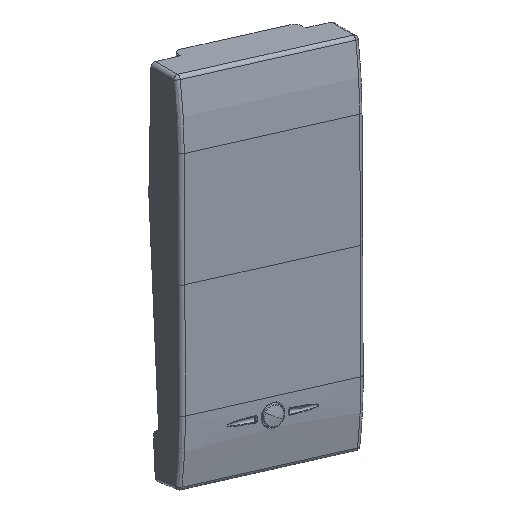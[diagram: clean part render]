
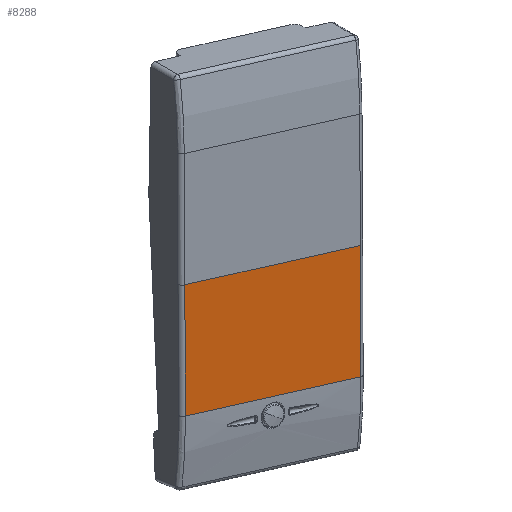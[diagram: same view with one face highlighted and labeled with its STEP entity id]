
A CAD part, top view. The second image highlights one B-rep face of the part: STEP entity #8288.
In plain terms, the highlighted face is planar.
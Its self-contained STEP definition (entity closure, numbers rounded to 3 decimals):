
#5519=CARTESIAN_POINT('Vertex',(13.969,10.53,8.875)) ;
#5560=CARTESIAN_POINT('Vertex',(0.,10.53,8.875)) ;
#5563=CARTESIAN_POINT('Line Origine',(0.033,10.53,8.875)) ;
#8036=CARTESIAN_POINT('Line Origine',(13.969,0.,8.875)) ;
#8040=CARTESIAN_POINT('Vertex',(13.969,-10.53,8.875)) ;
#8246=CARTESIAN_POINT('Axis2P3D Location',(-13.969,0.,8.875)) ;
#8262=CARTESIAN_POINT('Vertex',(0.,-10.53,8.875)) ;
#8265=CARTESIAN_POINT('Line Origine',(0.,0.,8.875)) ;
#8277=CARTESIAN_POINT('Line Origine',(6.985,-10.53,8.875)) ;
#5564=DIRECTION('Vector Direction',(1.,0.,0.)) ;
#8037=DIRECTION('Vector Direction',(0.,1.,0.)) ;
#8247=DIRECTION('Axis2P3D Direction',(0.,0.,1.)) ;
#8248=DIRECTION('Axis2P3D XDirection',(1.,0.,0.)) ;
#8266=DIRECTION('Vector Direction',(0.,1.,0.)) ;
#8278=DIRECTION('Vector Direction',(-1.,0.,0.)) ;
#8249=AXIS2_PLACEMENT_3D('Plane Axis2P3D',#8246,#8247,#8248) ;
#8283=ORIENTED_EDGE('',*,*,#8269,.F.) ;
#8284=ORIENTED_EDGE('',*,*,#8281,.T.) ;
#8285=ORIENTED_EDGE('',*,*,#8042,.T.) ;
#8286=ORIENTED_EDGE('',*,*,#5567,.F.) ;
#5565=VECTOR('Line Direction',#5564,1.) ;
#8038=VECTOR('Line Direction',#8037,1.) ;
#8267=VECTOR('Line Direction',#8266,1.) ;
#8279=VECTOR('Line Direction',#8278,1.) ;
#8288=ADVANCED_FACE('PartBody',(#8287),#8250,.T.) ;
#5567=EDGE_CURVE('',#5561,#5520,#5566,.T.) ;
#8042=EDGE_CURVE('',#8041,#5520,#8039,.T.) ;
#8269=EDGE_CURVE('',#8263,#5561,#8268,.T.) ;
#8281=EDGE_CURVE('',#8263,#8041,#8280,.F.) ;
#8282=EDGE_LOOP('',(#8283,#8284,#8285,#8286)) ;
#8287=FACE_OUTER_BOUND('',#8282,.T.) ;
#5566=LINE('Line',#5563,#5565) ;
#8039=LINE('Line',#8036,#8038) ;
#8268=LINE('Line',#8265,#8267) ;
#8280=LINE('Line',#8277,#8279) ;
#8250=PLANE('',#8249) ;
#5520=VERTEX_POINT('',#5519) ;
#5561=VERTEX_POINT('',#5560) ;
#8041=VERTEX_POINT('',#8040) ;
#8263=VERTEX_POINT('',#8262) ;
